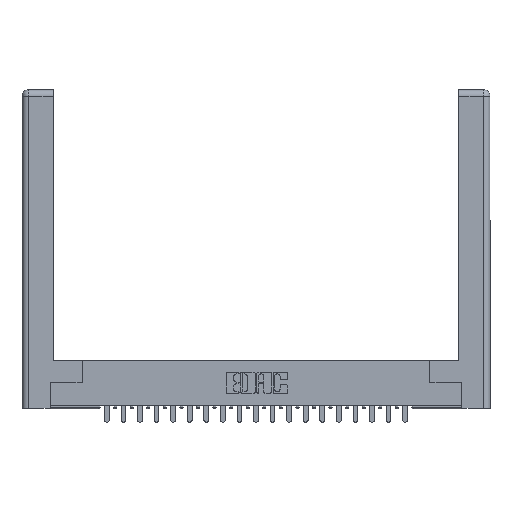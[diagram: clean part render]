
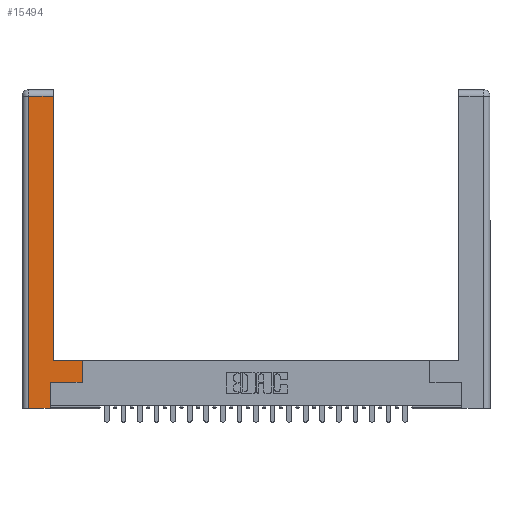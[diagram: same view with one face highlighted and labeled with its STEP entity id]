
A CAD part, top view. The second image highlights one B-rep face of the part: STEP entity #15494.
In plain terms, the highlighted planar face has unit normal (0, 0, 1).
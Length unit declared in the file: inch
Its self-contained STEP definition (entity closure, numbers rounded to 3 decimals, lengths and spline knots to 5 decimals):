
#1237 = EDGE_CURVE ( 'NONE', #15095, #13514, #12485, .T. ) ;
#1501 = CARTESIAN_POINT ( 'NONE',  ( 0.265, 0.245, 0. ) ) ;
#2954 = LINE ( 'NONE', #1501, #22684 ) ;
#3001 = CARTESIAN_POINT ( 'NONE',  ( 0.565, 0.45, 0. ) ) ;
#3551 = LINE ( 'NONE', #11039, #20159 ) ;
#3602 = ORIENTED_EDGE ( 'NONE', *, *, #4476, .T. ) ;
#4476 = EDGE_CURVE ( 'NONE', #25886, #16311, #17591, .T. ) ;
#4995 = CARTESIAN_POINT ( 'NONE',  ( 0.295, 0.45, 0. ) ) ;
#5744 = DIRECTION ( 'NONE',  ( 0., -1., 0. ) ) ;
#6369 = DIRECTION ( 'NONE',  ( -1., 0., 0. ) ) ;
#7151 = LINE ( 'NONE', #3001, #25897 ) ;
#7531 = DIRECTION ( 'NONE',  ( -1., 0., 0. ) ) ;
#7913 = DIRECTION ( 'NONE',  ( 1., 0., 0. ) ) ;
#7995 = CARTESIAN_POINT ( 'NONE',  ( 0.265, 0., 0. ) ) ;
#8223 = VECTOR ( 'NONE', #7913, 39.37008 ) ;
#8481 = DIRECTION ( 'NONE',  ( 1., 0., 0. ) ) ;
#8565 = CARTESIAN_POINT ( 'NONE',  ( 0.565, 0.245, 0. ) ) ;
#8876 = VERTEX_POINT ( 'NONE', #16618 ) ;
#9543 = CARTESIAN_POINT ( 'NONE',  ( 0.295, 3., 0. ) ) ;
#9901 = CARTESIAN_POINT ( 'NONE',  ( 0.0615, 2.94, 0. ) ) ;
#9947 = LINE ( 'NONE', #4995, #14934 ) ;
#10015 = ORIENTED_EDGE ( 'NONE', *, *, #21221, .T. ) ;
#10533 = VECTOR ( 'NONE', #5744, 39.37008 ) ;
#11039 = CARTESIAN_POINT ( 'NONE',  ( 0.0615, 2.94, 0. ) ) ;
#11081 = DIRECTION ( 'NONE',  ( 0., 1., 0. ) ) ;
#11381 = EDGE_CURVE ( 'NONE', #8876, #11508, #21636, .T. ) ;
#11508 = VERTEX_POINT ( 'NONE', #16213 ) ;
#12309 = DIRECTION ( 'NONE',  ( 0., 0., -1. ) ) ;
#12433 = ORIENTED_EDGE ( 'NONE', *, *, #24806, .T. ) ;
#12485 = LINE ( 'NONE', #9543, #22478 ) ;
#12537 = CARTESIAN_POINT ( 'NONE',  ( 0.565, 0.245, 0. ) ) ;
#13514 = VERTEX_POINT ( 'NONE', #20571 ) ;
#13741 = DIRECTION ( 'NONE',  ( 0., 1., 0. ) ) ;
#13809 = EDGE_LOOP ( 'NONE', ( #21962, #19500, #12433, #24754, #17213, #3602, #10015, #17847 ) ) ;
#14934 = VECTOR ( 'NONE', #7531, 39.37008 ) ;
#15095 = VERTEX_POINT ( 'NONE', #24294 ) ;
#15494 = ADVANCED_FACE ( 'NONE', ( #18360 ), #16402, .F. ) ;
#15714 = CARTESIAN_POINT ( 'NONE',  ( 0.0615, 0., 0. ) ) ;
#15847 = VERTEX_POINT ( 'NONE', #16664 ) ;
#16051 = VECTOR ( 'NONE', #8481, 39.37008 ) ;
#16091 = EDGE_CURVE ( 'NONE', #11508, #25886, #2954, .T. ) ;
#16213 = CARTESIAN_POINT ( 'NONE',  ( 0.265, 0., 0. ) ) ;
#16311 = VERTEX_POINT ( 'NONE', #12537 ) ;
#16402 = PLANE ( 'NONE',  #23220 ) ;
#16618 = CARTESIAN_POINT ( 'NONE',  ( 0.0615, 0., 0. ) ) ;
#16664 = CARTESIAN_POINT ( 'NONE',  ( 0.565, 0.45, 0. ) ) ;
#17170 = EDGE_CURVE ( 'NONE', #13514, #22266, #3551, .T. ) ;
#17213 = ORIENTED_EDGE ( 'NONE', *, *, #16091, .T. ) ;
#17495 = DIRECTION ( 'NONE',  ( 0., 1., 0. ) ) ;
#17591 = LINE ( 'NONE', #8565, #16051 ) ;
#17847 = ORIENTED_EDGE ( 'NONE', *, *, #23726, .T. ) ;
#18360 = FACE_OUTER_BOUND ( 'NONE', #13809, .T. ) ;
#19500 = ORIENTED_EDGE ( 'NONE', *, *, #17170, .T. ) ;
#20158 = CARTESIAN_POINT ( 'NONE',  ( 0., 0., 0. ) ) ;
#20159 = VECTOR ( 'NONE', #22825, 39.37008 ) ;
#20571 = CARTESIAN_POINT ( 'NONE',  ( 0.295, 2.94, 0. ) ) ;
#21221 = EDGE_CURVE ( 'NONE', #16311, #15847, #7151, .T. ) ;
#21636 = LINE ( 'NONE', #7995, #8223 ) ;
#21962 = ORIENTED_EDGE ( 'NONE', *, *, #1237, .T. ) ;
#22266 = VERTEX_POINT ( 'NONE', #9901 ) ;
#22478 = VECTOR ( 'NONE', #17495, 39.37008 ) ;
#22684 = VECTOR ( 'NONE', #13741, 39.37008 ) ;
#22702 = LINE ( 'NONE', #15714, #10533 ) ;
#22825 = DIRECTION ( 'NONE',  ( -1., 0., 0. ) ) ;
#23220 = AXIS2_PLACEMENT_3D ( 'NONE', #20158, #12309, #6369 ) ;
#23726 = EDGE_CURVE ( 'NONE', #15847, #15095, #9947, .T. ) ;
#24294 = CARTESIAN_POINT ( 'NONE',  ( 0.295, 0.45, 0. ) ) ;
#24439 = CARTESIAN_POINT ( 'NONE',  ( 0.265, 0.245, 0. ) ) ;
#24754 = ORIENTED_EDGE ( 'NONE', *, *, #11381, .T. ) ;
#24806 = EDGE_CURVE ( 'NONE', #22266, #8876, #22702, .T. ) ;
#25886 = VERTEX_POINT ( 'NONE', #24439 ) ;
#25897 = VECTOR ( 'NONE', #11081, 39.37008 ) ;
